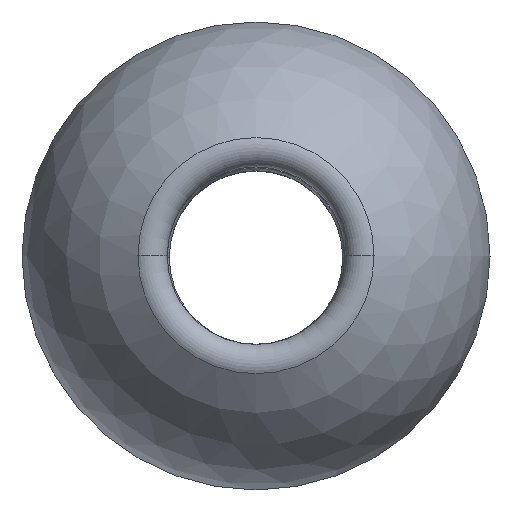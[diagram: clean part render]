
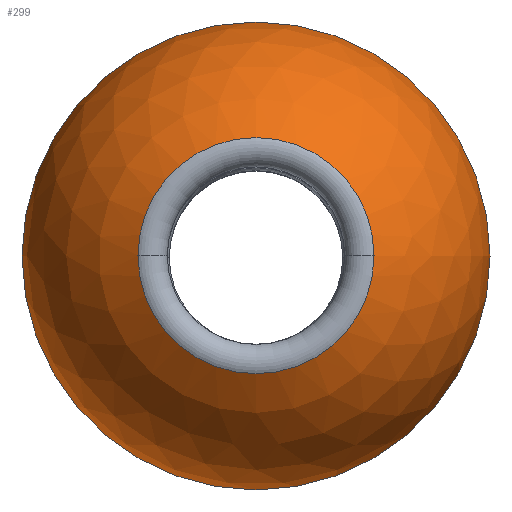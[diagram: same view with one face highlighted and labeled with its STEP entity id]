
A CAD part, top view. The second image highlights one B-rep face of the part: STEP entity #299.
In plain terms, the highlighted spherical face has radius 12 mm.
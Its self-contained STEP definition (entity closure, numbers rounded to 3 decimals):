
#15 = ORIENTED_EDGE ( 'NONE', *, *, #32, .T. ) ;
#32 = EDGE_CURVE ( 'NONE', #477, #466, #163, .T. ) ;
#46 = DIRECTION ( 'NONE',  ( 0., 0., 1. ) ) ;
#66 = EDGE_LOOP ( 'NONE', ( #367, #15 ) ) ;
#114 = DIRECTION ( 'NONE',  ( 0., 0., -1. ) ) ;
#131 = FACE_OUTER_BOUND ( 'NONE', #66, .T. ) ;
#153 = DIRECTION ( 'NONE',  ( -1., 0., 0. ) ) ;
#163 = CIRCLE ( 'NONE', #577, 12. ) ;
#201 = DIRECTION ( 'NONE',  ( 1., 0., 0. ) ) ;
#241 = CARTESIAN_POINT ( 'NONE',  ( -6.055, 0., 10.361 ) ) ;
#258 = SPHERICAL_SURFACE ( 'NONE', #641, 12. ) ;
#272 = CARTESIAN_POINT ( 'NONE',  ( 0., 12., 0. ) ) ;
#277 = VERTEX_POINT ( 'NONE', #386 ) ;
#278 = CARTESIAN_POINT ( 'NONE',  ( 0., -12., 0. ) ) ;
#287 = FACE_BOUND ( 'NONE', #336, .T. ) ;
#297 = DIRECTION ( 'NONE',  ( 1., 0., 0. ) ) ;
#299 = ADVANCED_FACE ( 'NONE', ( #131, #287 ), #258, .T. ) ;
#324 = EDGE_CURVE ( 'NONE', #477, #466, #603, .T. ) ;
#336 = EDGE_LOOP ( 'NONE', ( #667, #586 ) ) ;
#350 = CARTESIAN_POINT ( 'NONE',  ( 0., 0., 0. ) ) ;
#367 = ORIENTED_EDGE ( 'NONE', *, *, #324, .F. ) ;
#386 = CARTESIAN_POINT ( 'NONE',  ( 6.055, 0., 10.361 ) ) ;
#399 = AXIS2_PLACEMENT_3D ( 'NONE', #658, #114, #544 ) ;
#422 = AXIS2_PLACEMENT_3D ( 'NONE', #633, #451, #153 ) ;
#451 = DIRECTION ( 'NONE',  ( 0., 0., -1. ) ) ;
#466 = VERTEX_POINT ( 'NONE', #272 ) ;
#477 = VERTEX_POINT ( 'NONE', #278 ) ;
#522 = CIRCLE ( 'NONE', #546, 6.055 ) ;
#541 = DIRECTION ( 'NONE',  ( -1., 0., 0. ) ) ;
#544 = DIRECTION ( 'NONE',  ( -1., 0., 0. ) ) ;
#546 = AXIS2_PLACEMENT_3D ( 'NONE', #723, #785, #541 ) ;
#577 = AXIS2_PLACEMENT_3D ( 'NONE', #350, #46, #297 ) ;
#586 = ORIENTED_EDGE ( 'NONE', *, *, #644, .T. ) ;
#603 = CIRCLE ( 'NONE', #422, 12. ) ;
#621 = CARTESIAN_POINT ( 'NONE',  ( 0., 0., 0. ) ) ;
#625 = CIRCLE ( 'NONE', #399, 6.055 ) ;
#633 = CARTESIAN_POINT ( 'NONE',  ( 0., 0., 0. ) ) ;
#641 = AXIS2_PLACEMENT_3D ( 'NONE', #621, #685, #201 ) ;
#644 = EDGE_CURVE ( 'NONE', #277, #769, #522, .T. ) ;
#658 = CARTESIAN_POINT ( 'NONE',  ( 0., 0., 10.361 ) ) ;
#667 = ORIENTED_EDGE ( 'NONE', *, *, #736, .T. ) ;
#685 = DIRECTION ( 'NONE',  ( 0., 0., -1. ) ) ;
#723 = CARTESIAN_POINT ( 'NONE',  ( 0., 0., 10.361 ) ) ;
#736 = EDGE_CURVE ( 'NONE', #769, #277, #625, .T. ) ;
#769 = VERTEX_POINT ( 'NONE', #241 ) ;
#785 = DIRECTION ( 'NONE',  ( 0., 0., -1. ) ) ;
